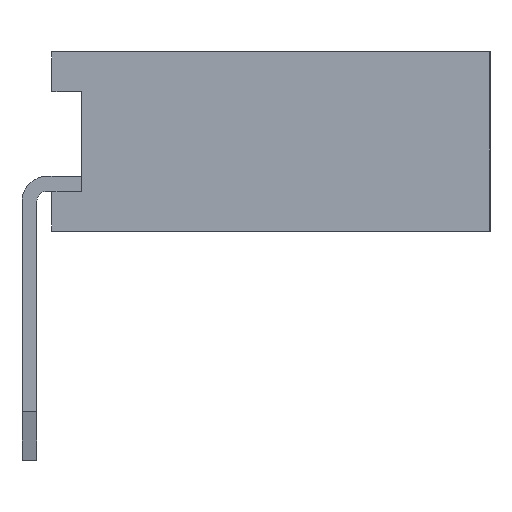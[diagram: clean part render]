
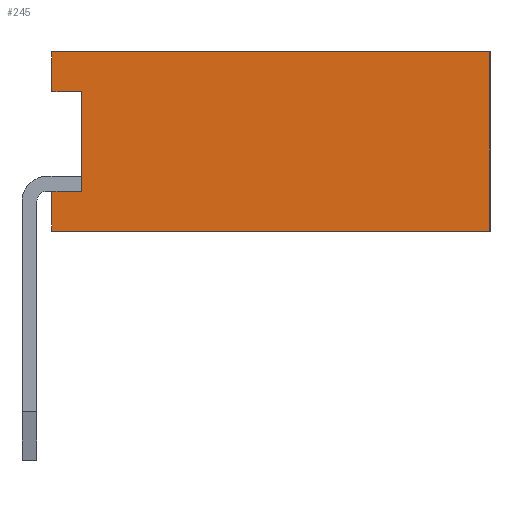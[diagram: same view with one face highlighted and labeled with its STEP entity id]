
A CAD part, left-side view. The second image highlights one B-rep face of the part: STEP entity #245.
In plain terms, the highlighted planar face has unit normal (-1, 0, 0).
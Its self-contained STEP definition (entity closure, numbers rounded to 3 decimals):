
#245=ADVANCED_FACE('',(#6691),#6693,.T.);
#6691=FACE_BOUND('',#6692,.T.);
#6692=EDGE_LOOP('',(#11837,#11838,#11839,#11840,#11841,#11842,#11843,#11844));
#6693=PLANE('',#6694);
#6694=AXIS2_PLACEMENT_3D('',#6695,#6696,#6697);
#6695=CARTESIAN_POINT('',(-0.635,-4.625,0.));
#6696=DIRECTION('',(-1.,0.,0.));
#6697=DIRECTION('',(0.,0.,1.));
#11837=ORIENTED_EDGE('',*,*,#15629,.T.);
#11838=ORIENTED_EDGE('',*,*,#15689,.T.);
#11839=ORIENTED_EDGE('',*,*,#15574,.T.);
#11840=ORIENTED_EDGE('',*,*,#15688,.F.);
#11841=ORIENTED_EDGE('',*,*,#15690,.F.);
#11842=ORIENTED_EDGE('',*,*,#15691,.T.);
#11843=ORIENTED_EDGE('',*,*,#15692,.T.);
#11844=ORIENTED_EDGE('',*,*,#15683,.F.);
#15574=EDGE_CURVE('',#17508,#17505,#17509,.F.);
#15629=EDGE_CURVE('',#17618,#17616,#17619,.F.);
#15683=EDGE_CURVE('',#17618,#17719,#17720,.T.);
#15688=EDGE_CURVE('',#17726,#17505,#17728,.T.);
#15689=EDGE_CURVE('',#17616,#17508,#17729,.T.);
#15690=EDGE_CURVE('',#17730,#17726,#17731,.T.);
#15691=EDGE_CURVE('',#17730,#17732,#17733,.T.);
#15692=EDGE_CURVE('',#17732,#17719,#17734,.T.);
#17505=VERTEX_POINT('',#20677);
#17508=VERTEX_POINT('',#20682);
#17509=LINE('',#20683,#20684);
#17616=VERTEX_POINT('',#20898);
#17618=VERTEX_POINT('',#20902);
#17619=LINE('',#20903,#20904);
#17719=VERTEX_POINT('',#21111);
#17720=LINE('',#21112,#21113);
#17726=VERTEX_POINT('',#21126);
#17728=LINE('',#21130,#21131);
#17729=LINE('',#21133,#21134);
#17730=VERTEX_POINT('',#21136);
#17731=LINE('',#21137,#21138);
#17732=VERTEX_POINT('',#21140);
#17733=LINE('',#21141,#21142);
#17734=LINE('',#21144,#21145);
#20677=CARTESIAN_POINT('',(-0.635,-0.225,0.4));
#20682=CARTESIAN_POINT('',(-0.635,-0.525,0.4));
#20683=CARTESIAN_POINT('',(-0.635,-0.225,0.4));
#20684=VECTOR('',#20685,1.);
#20685=DIRECTION('',(0.,-1.,0.));
#20898=CARTESIAN_POINT('',(-0.635,-0.525,1.4));
#20902=CARTESIAN_POINT('',(-0.635,-0.225,1.4));
#20903=CARTESIAN_POINT('',(-0.635,-0.525,1.4));
#20904=VECTOR('',#20905,1.);
#20905=DIRECTION('',(0.,1.,0.));
#21111=CARTESIAN_POINT('',(-0.635,-0.225,1.8));
#21112=CARTESIAN_POINT('',(-0.635,-0.225,1.4));
#21113=VECTOR('',#21114,1.);
#21114=DIRECTION('',(0.,0.,1.));
#21126=CARTESIAN_POINT('',(-0.635,-0.225,0.));
#21130=CARTESIAN_POINT('',(-0.635,-0.225,0.));
#21131=VECTOR('',#21132,1.);
#21132=DIRECTION('',(0.,0.,1.));
#21133=CARTESIAN_POINT('',(-0.635,-0.525,1.4));
#21134=VECTOR('',#21135,1.);
#21135=DIRECTION('',(0.,0.,-1.));
#21136=CARTESIAN_POINT('',(-0.635,-4.625,0.));
#21137=CARTESIAN_POINT('',(-0.635,-4.625,0.));
#21138=VECTOR('',#21139,1.);
#21139=DIRECTION('',(0.,1.,0.));
#21140=CARTESIAN_POINT('',(-0.635,-4.625,1.8));
#21141=CARTESIAN_POINT('',(-0.635,-4.625,0.));
#21142=VECTOR('',#21143,1.);
#21143=DIRECTION('',(0.,0.,1.));
#21144=CARTESIAN_POINT('',(-0.635,-4.625,1.8));
#21145=VECTOR('',#21146,1.);
#21146=DIRECTION('',(0.,1.,0.));
